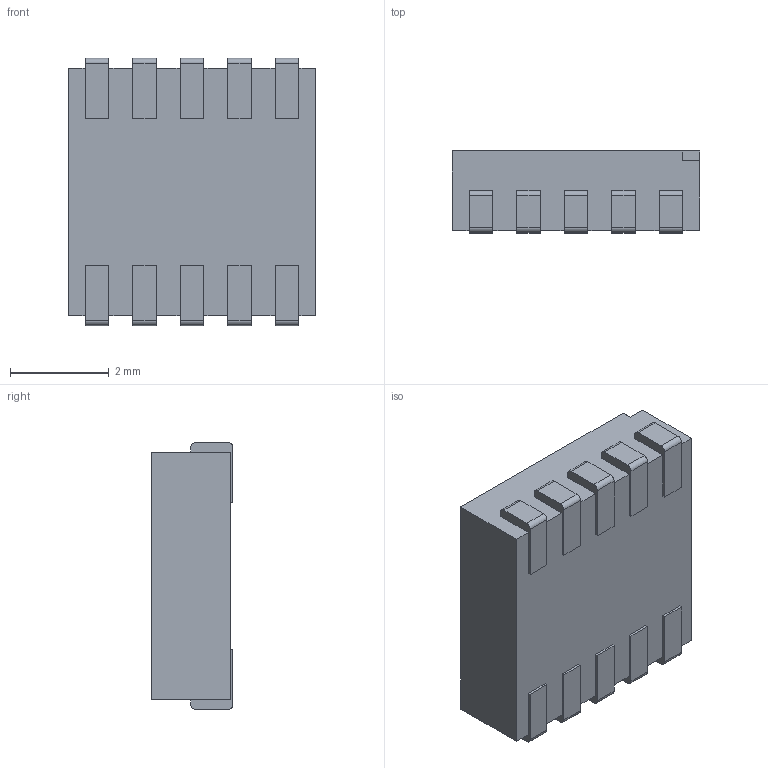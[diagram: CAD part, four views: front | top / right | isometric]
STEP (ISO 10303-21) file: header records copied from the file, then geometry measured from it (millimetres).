
FILE_DESCRIPTION(('FreeCAD Model'),'2;1');
FILE_NAME('Open CASCADE Shape Model','2023-11-26T19:45:41',(''),(''), 'Open CASCADE STEP processor 7.6','FreeCAD','Unknown');
FILE_SCHEMA(('AUTOMOTIVE_DESIGN { 1 0 10303 214 1 1 1 1 }'));
Length unit declared in the file: millimetre
Products named in the file (1): RGBCCT_5pin
Bounding box: 5 x 1.65 x 5.4 mm (x, y, z)
Volume: 37.8 mm3; surface area: 92.8 mm2
Topology: 1 solids, 1 shells, 154 faces, 435 edges, 290 vertices
Faces by surface type: plane 115, cylinder 26, cone 13
Entity records: 6061 total; most frequent: CARTESIAN_POINT 904, ORIENTED_EDGE 870, DIRECTION 815, EDGE_CURVE 435, LINE 349, VECTOR 349, VERTEX_POINT 290, AXIS2_PLACEMENT_3D 233
